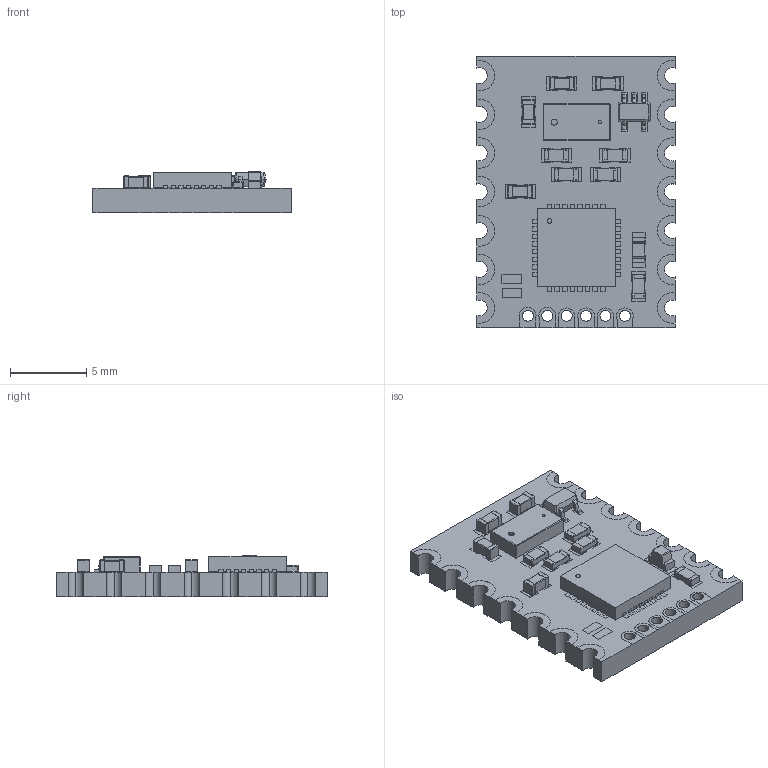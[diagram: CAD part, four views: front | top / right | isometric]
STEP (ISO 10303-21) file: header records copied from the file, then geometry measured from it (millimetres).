
FILE_DESCRIPTION(('FreeCAD Model'),'2;1');
FILE_NAME('mappydot002.step','2018-01-01T12:59:26',('kicad StepUp'),( 'ksu MCAD'),'Open CASCADE STEP processor 6.8','FreeCAD','Unknown');
FILE_SCHEMA(('AUTOMOTIVE_DESIGN_CC2 { 1 2 10303 214 -1 1 5 4 }'));
Length unit declared in the file: millimetre
Products named in the file (1): mappydot002
Bounding box: 13 x 17.8 x 2.7 mm (x, y, z)
Volume: 399.4 mm3; surface area: 695.8 mm2
Topology: 1 solids, 1 shells, 1208 faces, 3477 edges, 2240 vertices
Faces by surface type: plane 897, cylinder 275, sphere 36
Entity records: 47565 total; most frequent: CARTESIAN_POINT 6926, ORIENTED_EDGE 6882, DIRECTION 6477, EDGE_CURVE 3441, LINE 2799, VECTOR 2799, VERTEX_POINT 2240, AXIS2_PLACEMENT_3D 1839
